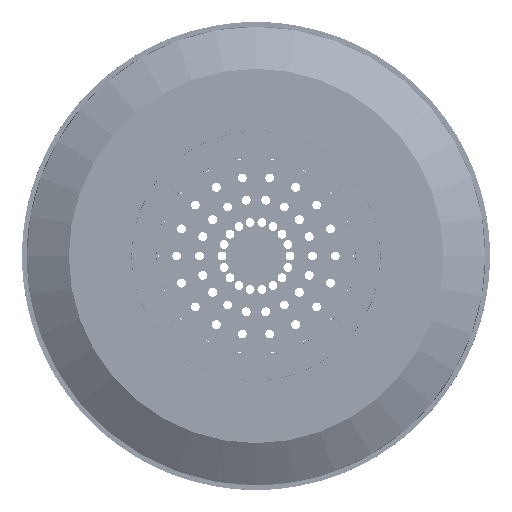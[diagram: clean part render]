
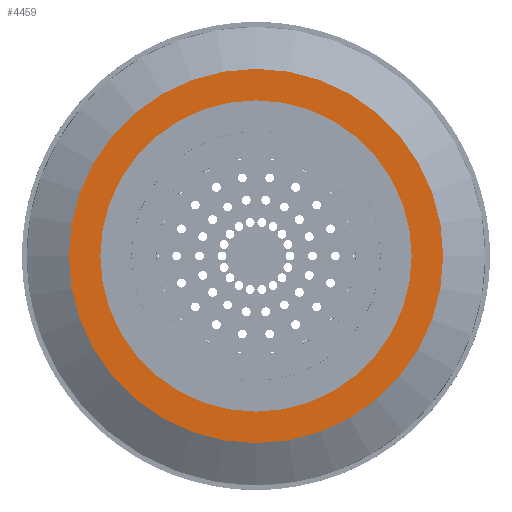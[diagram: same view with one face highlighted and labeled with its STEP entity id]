
A CAD part, left-side view. The second image highlights one B-rep face of the part: STEP entity #4459.
In plain terms, the highlighted planar face has unit normal (-1, 0, 0).
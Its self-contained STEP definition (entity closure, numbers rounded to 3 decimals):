
#4459=ADVANCED_FACE('',(#10424,#10425),#10426,.T.);
#10424=FACE_BOUND('',#18030,.T.);
#10425=FACE_OUTER_BOUND('',#18031,.T.);
#10426=PLANE('',#18032);
#18030=EDGE_LOOP('',(#32324,#32325));
#18031=EDGE_LOOP('',(#32326,#32327));
#18032=AXIS2_PLACEMENT_3D('',#32328,#32329,#32330);
#32324=ORIENTED_EDGE('',*,*,#51685,.F.);
#32325=ORIENTED_EDGE('',*,*,#51680,.F.);
#32326=ORIENTED_EDGE('',*,*,#51607,.T.);
#32327=ORIENTED_EDGE('',*,*,#51866,.T.);
#32328=CARTESIAN_POINT('',(-89.804,0.0,56.781));
#32329=DIRECTION('',(-1.0,0.0,0.0));
#32330=DIRECTION('',(0.0,-0.0,1.0));
#51607=EDGE_CURVE('',#64513,#64517,#64519,.T.);
#51680=EDGE_CURVE('',#64658,#64654,#64660,.T.);
#51685=EDGE_CURVE('',#64654,#64658,#64665,.T.);
#51866=EDGE_CURVE('',#64517,#64513,#64900,.T.);
#64513=VERTEX_POINT('',#90132);
#64517=VERTEX_POINT('',#90137);
#64519=CIRCLE('',#90140,62.0);
#64654=VERTEX_POINT('',#90309);
#64658=VERTEX_POINT('',#90314);
#64660=CIRCLE('',#90317,51.563);
#64665=CIRCLE('',#90322,51.563);
#64900=CIRCLE('',#90641,62.0);
#90132=CARTESIAN_POINT('',(-89.804,0.0,62.0));
#90137=CARTESIAN_POINT('',(-89.804,0.,-62.0));
#90140=AXIS2_PLACEMENT_3D('',#107511,#107512,#107513);
#90309=CARTESIAN_POINT('',(-89.804,0.0,51.563));
#90314=CARTESIAN_POINT('',(-89.804,0.,-51.563));
#90317=AXIS2_PLACEMENT_3D('',#107646,#107647,#107648);
#90322=AXIS2_PLACEMENT_3D('',#107655,#107656,#107657);
#90641=AXIS2_PLACEMENT_3D('',#107844,#107845,#107846);
#107511=CARTESIAN_POINT('',(-89.804,0.0,0.0));
#107512=DIRECTION('',(-1.0,0.0,0.0));
#107513=DIRECTION('',(0.0,-0.0,1.0));
#107646=CARTESIAN_POINT('',(-89.804,0.0,0.0));
#107647=DIRECTION('',(-1.0,0.0,0.0));
#107648=DIRECTION('',(0.0,-0.0,1.0));
#107655=CARTESIAN_POINT('',(-89.804,0.0,0.0));
#107656=DIRECTION('',(-1.0,0.0,0.0));
#107657=DIRECTION('',(0.0,-0.0,1.0));
#107844=CARTESIAN_POINT('',(-89.804,0.0,0.0));
#107845=DIRECTION('',(-1.0,0.0,0.0));
#107846=DIRECTION('',(0.0,-0.0,1.0));
